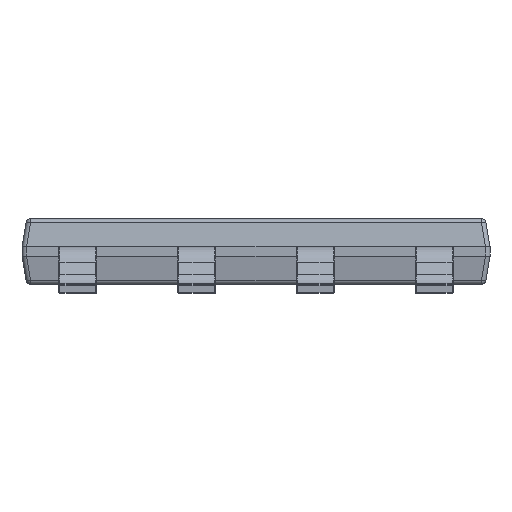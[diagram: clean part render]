
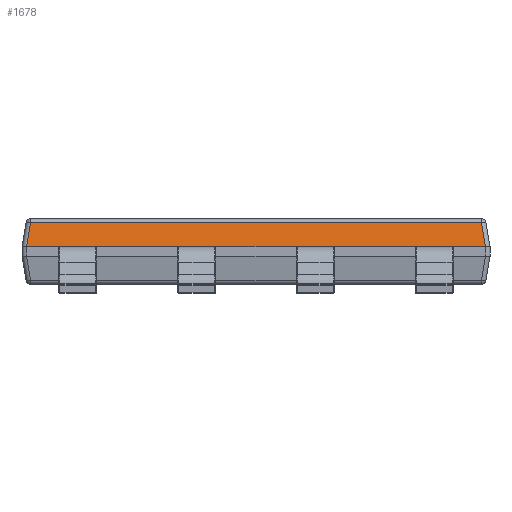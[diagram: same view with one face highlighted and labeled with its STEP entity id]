
A CAD part, front view. The second image highlights one B-rep face of the part: STEP entity #1678.
In plain terms, the highlighted planar face has unit normal (0, -0.986, 0.164).
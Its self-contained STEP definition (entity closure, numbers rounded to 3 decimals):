
#1553 = EDGE_CURVE('',#1554,#1556,#1558,.T.);
#1554 = VERTEX_POINT('',#1555);
#1555 = CARTESIAN_POINT('',(2.447,-2.498,
    0.499));
#1556 = VERTEX_POINT('',#1557);
#1557 = CARTESIAN_POINT('',(-2.448,-2.498,
    0.499));
#1558 = LINE('',#1559,#1560);
#1559 = CARTESIAN_POINT('',(-2.498,-2.498,
    0.499));
#1560 = VECTOR('',#1561,1.);
#1561 = DIRECTION('',(-1.,0.,0.));
#1678 = ADVANCED_FACE('',(#1679),#1722,.T.);
#1679 = FACE_BOUND('',#1680,.T.);
#1680 = EDGE_LOOP('',(#1681,#1682,#1691,#1699,#1707,#1715));
#1681 = ORIENTED_EDGE('',*,*,#1553,.F.);
#1682 = ORIENTED_EDGE('',*,*,#1683,.T.);
#1683 = EDGE_CURVE('',#1554,#1684,#1686,.T.);
#1684 = VERTEX_POINT('',#1685);
#1685 = CARTESIAN_POINT('',(2.448,-2.498,
    0.499));
#1686 = ( BOUNDED_CURVE() B_SPLINE_CURVE(3,(#1687,#1688,#1689,#1690),
.UNSPECIFIED.,.F.,.F.) B_SPLINE_CURVE_WITH_KNOTS((4,4),(
    0.,0.014),.PIECEWISE_BEZIER_KNOTS.) 
CURVE() GEOMETRIC_REPRESENTATION_ITEM() RATIONAL_B_SPLINE_CURVE((1.,
1.,1.,1.)) REPRESENTATION_ITEM('') );
#1687 = CARTESIAN_POINT('',(2.447,-2.498,
    0.499));
#1688 = CARTESIAN_POINT('',(2.448,-2.498,
    0.499));
#1689 = CARTESIAN_POINT('',(2.448,-2.498,
    0.499));
#1690 = CARTESIAN_POINT('',(2.448,-2.498,
    0.499));
#1691 = ORIENTED_EDGE('',*,*,#1692,.T.);
#1692 = EDGE_CURVE('',#1684,#1693,#1695,.T.);
#1693 = VERTEX_POINT('',#1694);
#1694 = CARTESIAN_POINT('',(2.405,-2.455,
    0.757));
#1695 = LINE('',#1696,#1697);
#1696 = CARTESIAN_POINT('',(2.335,-2.384,
    1.177));
#1697 = VECTOR('',#1698,1.);
#1698 = DIRECTION('',(-0.162,0.162,0.973));
#1699 = ORIENTED_EDGE('',*,*,#1700,.T.);
#1700 = EDGE_CURVE('',#1693,#1701,#1703,.T.);
#1701 = VERTEX_POINT('',#1702);
#1702 = CARTESIAN_POINT('',(-2.406,-2.455,
    0.757));
#1703 = LINE('',#1704,#1705);
#1704 = CARTESIAN_POINT('',(0.,-2.455,
    0.757));
#1705 = VECTOR('',#1706,1.);
#1706 = DIRECTION('',(-1.,0.,0.));
#1707 = ORIENTED_EDGE('',*,*,#1708,.T.);
#1708 = EDGE_CURVE('',#1701,#1709,#1711,.T.);
#1709 = VERTEX_POINT('',#1710);
#1710 = CARTESIAN_POINT('',(-2.449,-2.498,
    0.499));
#1711 = LINE('',#1712,#1713);
#1712 = CARTESIAN_POINT('',(-2.336,-2.384,
    1.177));
#1713 = VECTOR('',#1714,1.);
#1714 = DIRECTION('',(-0.162,-0.162,-0.973));
#1715 = ORIENTED_EDGE('',*,*,#1716,.T.);
#1716 = EDGE_CURVE('',#1709,#1556,#1717,.T.);
#1717 = ( BOUNDED_CURVE() B_SPLINE_CURVE(3,(#1718,#1719,#1720,#1721),
.UNSPECIFIED.,.F.,.F.) B_SPLINE_CURVE_WITH_KNOTS((4,4),(6.27,
6.283),.PIECEWISE_BEZIER_KNOTS.) CURVE() 
GEOMETRIC_REPRESENTATION_ITEM() RATIONAL_B_SPLINE_CURVE((1.,
1.,1.,1.)) REPRESENTATION_ITEM('') );
#1718 = CARTESIAN_POINT('',(-2.449,-2.498,
    0.499));
#1719 = CARTESIAN_POINT('',(-2.449,-2.498,
    0.499));
#1720 = CARTESIAN_POINT('',(-2.448,-2.498,
    0.499));
#1721 = CARTESIAN_POINT('',(-2.448,-2.498,
    0.499));
#1722 = PLANE('',#1723);
#1723 = AXIS2_PLACEMENT_3D('',#1724,#1725,#1726);
#1724 = CARTESIAN_POINT('',(0.,-2.448,
    0.798));
#1725 = DIRECTION('',(0.,-0.986,0.164)
  );
#1726 = DIRECTION('',(-1.,0.,0.));
